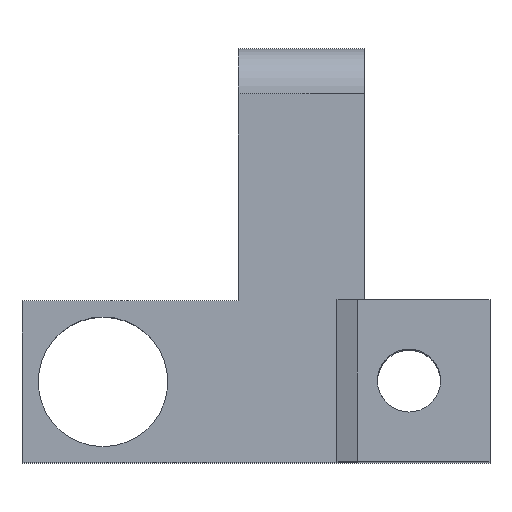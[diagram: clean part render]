
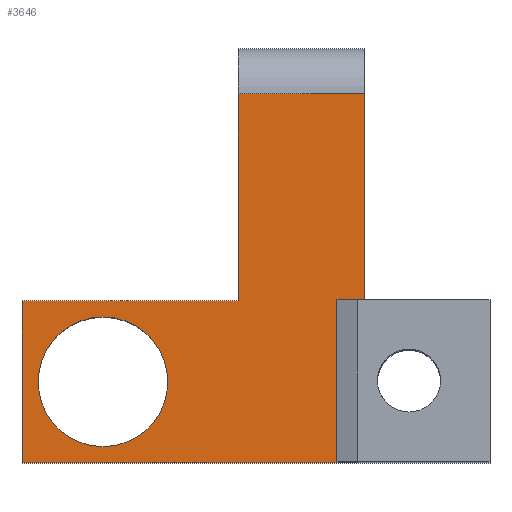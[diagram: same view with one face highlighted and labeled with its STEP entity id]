
A CAD part, top view. The second image highlights one B-rep face of the part: STEP entity #3646.
In plain terms, the highlighted planar face has unit normal (0, 0, 1).
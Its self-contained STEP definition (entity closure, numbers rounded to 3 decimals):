
#125 = EDGE_CURVE ( 'NONE', #3132, #1085, #1683, .T. ) ;
#129 = ORIENTED_EDGE ( 'NONE', *, *, #3197, .T. ) ;
#182 = CARTESIAN_POINT ( 'NONE',  ( -1., 16., 0. ) ) ;
#237 = LINE ( 'NONE', #3494, #2788 ) ;
#257 = CIRCLE ( 'NONE', #748, 3.6 ) ;
#269 = DIRECTION ( 'NONE',  ( 0., 1., 0. ) ) ;
#288 = LINE ( 'NONE', #1161, #2552 ) ;
#300 = CARTESIAN_POINT ( 'NONE',  ( -6., 4.5, 0. ) ) ;
#327 = VECTOR ( 'NONE', #2733, 1000. ) ;
#330 = VECTOR ( 'NONE', #3657, 1000. ) ;
#379 = VERTEX_POINT ( 'NONE', #3091 ) ;
#410 = ORIENTED_EDGE ( 'NONE', *, *, #2762, .F. ) ;
#419 = CARTESIAN_POINT ( 'NONE',  ( 4.5, -4.5, 0. ) ) ;
#457 = CARTESIAN_POINT ( 'NONE',  ( -8.5, 0., 0. ) ) ;
#633 = ORIENTED_EDGE ( 'NONE', *, *, #947, .T. ) ;
#634 = LINE ( 'NONE', #300, #327 ) ;
#714 = VERTEX_POINT ( 'NONE', #3086 ) ;
#733 = DIRECTION ( 'NONE',  ( -1., 0., 0. ) ) ;
#748 = AXIS2_PLACEMENT_3D ( 'NONE', #1591, #2775, #733 ) ;
#816 = EDGE_CURVE ( 'NONE', #2561, #1085, #1579, .T. ) ;
#855 = FACE_OUTER_BOUND ( 'NONE', #1864, .T. ) ;
#871 = CARTESIAN_POINT ( 'NONE',  ( 6., 4.5, 0. ) ) ;
#947 = EDGE_CURVE ( 'NONE', #1145, #1961, #237, .T. ) ;
#953 = AXIS2_PLACEMENT_3D ( 'NONE', #2351, #2028, #2889 ) ;
#966 = ORIENTED_EDGE ( 'NONE', *, *, #3659, .T. ) ;
#1011 = CARTESIAN_POINT ( 'NONE',  ( 13., 16., 0. ) ) ;
#1013 = VECTOR ( 'NONE', #1282, 1000. ) ;
#1085 = VERTEX_POINT ( 'NONE', #2391 ) ;
#1145 = VERTEX_POINT ( 'NONE', #3660 ) ;
#1146 = ORIENTED_EDGE ( 'NONE', *, *, #2715, .F. ) ;
#1161 = CARTESIAN_POINT ( 'NONE',  ( 6., 16., 0. ) ) ;
#1240 = EDGE_CURVE ( 'NONE', #379, #2656, #257, .T. ) ;
#1258 = EDGE_CURVE ( 'NONE', #2656, #379, #3397, .T. ) ;
#1282 = DIRECTION ( 'NONE',  ( 0., -1., 0. ) ) ;
#1358 = DIRECTION ( 'NONE',  ( 0., 1., 0. ) ) ;
#1409 = ORIENTED_EDGE ( 'NONE', *, *, #125, .F. ) ;
#1579 = LINE ( 'NONE', #1011, #2049 ) ;
#1591 = CARTESIAN_POINT ( 'NONE',  ( -8.5, 0., 0. ) ) ;
#1642 = CARTESIAN_POINT ( 'NONE',  ( 13., 4.5, 0. ) ) ;
#1666 = CARTESIAN_POINT ( 'NONE',  ( 6., 16., 0. ) ) ;
#1683 = LINE ( 'NONE', #182, #3022 ) ;
#1732 = AXIS2_PLACEMENT_3D ( 'NONE', #457, #1906, #3082 ) ;
#1864 = EDGE_LOOP ( 'NONE', ( #1409, #2450, #129, #633, #1146, #410, #966, #1947 ) ) ;
#1906 = DIRECTION ( 'NONE',  ( 0., 0., 1. ) ) ;
#1912 = CARTESIAN_POINT ( 'NONE',  ( 4.5, -4.5, 0. ) ) ;
#1947 = ORIENTED_EDGE ( 'NONE', *, *, #816, .T. ) ;
#1961 = VERTEX_POINT ( 'NONE', #1912 ) ;
#2028 = DIRECTION ( 'NONE',  ( 0., 0., 1. ) ) ;
#2049 = VECTOR ( 'NONE', #3358, 1000. ) ;
#2351 = CARTESIAN_POINT ( 'NONE',  ( 0., 0., 0. ) ) ;
#2391 = CARTESIAN_POINT ( 'NONE',  ( -1., 16., 0. ) ) ;
#2446 = VERTEX_POINT ( 'NONE', #871 ) ;
#2450 = ORIENTED_EDGE ( 'NONE', *, *, #3065, .T. ) ;
#2552 = VECTOR ( 'NONE', #269, 1000. ) ;
#2561 = VERTEX_POINT ( 'NONE', #1666 ) ;
#2569 = ORIENTED_EDGE ( 'NONE', *, *, #1258, .F. ) ;
#2607 = DIRECTION ( 'NONE',  ( 1., 0., 0. ) ) ;
#2656 = VERTEX_POINT ( 'NONE', #2967 ) ;
#2698 = VECTOR ( 'NONE', #3403, 1000. ) ;
#2715 = EDGE_CURVE ( 'NONE', #714, #1961, #2809, .T. ) ;
#2733 = DIRECTION ( 'NONE',  ( -1., 0., 0. ) ) ;
#2751 = CARTESIAN_POINT ( 'NONE',  ( -13., 4.5, 0. ) ) ;
#2762 = EDGE_CURVE ( 'NONE', #2446, #714, #3044, .T. ) ;
#2775 = DIRECTION ( 'NONE',  ( 0., 0., 1. ) ) ;
#2788 = VECTOR ( 'NONE', #2607, 1000. ) ;
#2809 = LINE ( 'NONE', #419, #2698 ) ;
#2889 = DIRECTION ( 'NONE',  ( 1., 0., 0. ) ) ;
#2967 = CARTESIAN_POINT ( 'NONE',  ( -4.9, 0., 0. ) ) ;
#2977 = VERTEX_POINT ( 'NONE', #3195 ) ;
#3022 = VECTOR ( 'NONE', #1358, 1000. ) ;
#3044 = LINE ( 'NONE', #1642, #330 ) ;
#3065 = EDGE_CURVE ( 'NONE', #3132, #2977, #634, .T. ) ;
#3082 = DIRECTION ( 'NONE',  ( -1., 0., 0. ) ) ;
#3086 = CARTESIAN_POINT ( 'NONE',  ( 4.5, 4.5, 0. ) ) ;
#3091 = CARTESIAN_POINT ( 'NONE',  ( -12.1, 0., 0. ) ) ;
#3132 = VERTEX_POINT ( 'NONE', #3328 ) ;
#3162 = PLANE ( 'NONE',  #953 ) ;
#3195 = CARTESIAN_POINT ( 'NONE',  ( -13., 4.5, 0. ) ) ;
#3197 = EDGE_CURVE ( 'NONE', #2977, #1145, #3617, .T. ) ;
#3237 = ORIENTED_EDGE ( 'NONE', *, *, #1240, .F. ) ;
#3328 = CARTESIAN_POINT ( 'NONE',  ( -1., 4.5, 0. ) ) ;
#3358 = DIRECTION ( 'NONE',  ( -1., 0., 0. ) ) ;
#3397 = CIRCLE ( 'NONE', #1732, 3.6 ) ;
#3403 = DIRECTION ( 'NONE',  ( 0., -1., 0. ) ) ;
#3494 = CARTESIAN_POINT ( 'NONE',  ( -13., -4.5, 0. ) ) ;
#3510 = FACE_BOUND ( 'NONE', #3723, .T. ) ;
#3617 = LINE ( 'NONE', #2751, #1013 ) ;
#3646 = ADVANCED_FACE ( 'NONE', ( #3510, #855 ), #3162, .T. ) ;
#3657 = DIRECTION ( 'NONE',  ( -1., 0., 0. ) ) ;
#3659 = EDGE_CURVE ( 'NONE', #2446, #2561, #288, .T. ) ;
#3660 = CARTESIAN_POINT ( 'NONE',  ( -13., -4.5, 0. ) ) ;
#3723 = EDGE_LOOP ( 'NONE', ( #2569, #3237 ) ) ;
